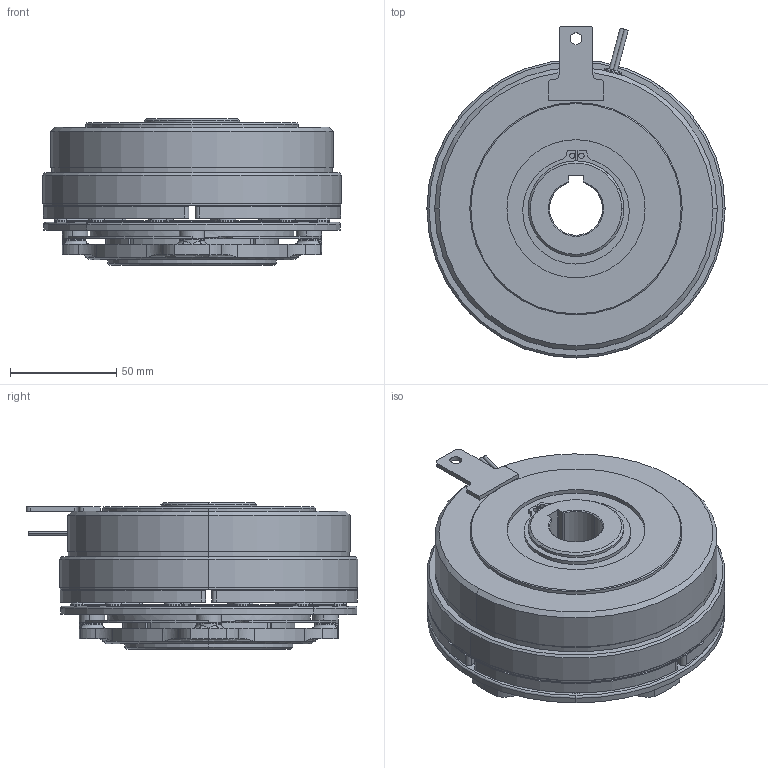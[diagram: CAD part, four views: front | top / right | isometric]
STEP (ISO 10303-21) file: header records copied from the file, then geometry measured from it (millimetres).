
FILE_DESCRIPTION (( 'STEP AP203' ), '1' );
FILE_NAME ('MSC5T.STEP', '2017-03-31T04:23:20', ( '新井重治' ), ( '小倉クラッチ' ), 'SwSTEP 2.0', 'SolidWorks 2009', '' );
FILE_SCHEMA (( 'CONFIG_CONTROL_DESIGN' ));
Length unit declared in the file: millimetre
Products named in the file (1): MSC5T
Bounding box: 140.4 x 156.2 x 69 mm (x, y, z)
Volume: 679261.8 mm3; surface area: 141411.8 mm2
Topology: 2 solids, 2 shells, 989 faces, 2524 edges, 1585 vertices
Faces by surface type: cylinder 546, plane 289, torus 98, cone 48, bspline 8
Entity records: 32236 total; most frequent: CARTESIAN_POINT 6781, DIRECTION 5911, ORIENTED_EDGE 5032, EDGE_CURVE 2516, AXIS2_PLACEMENT_3D 2455, VERTEX_POINT 1585, CIRCLE 1473, EDGE_LOOP 1189
